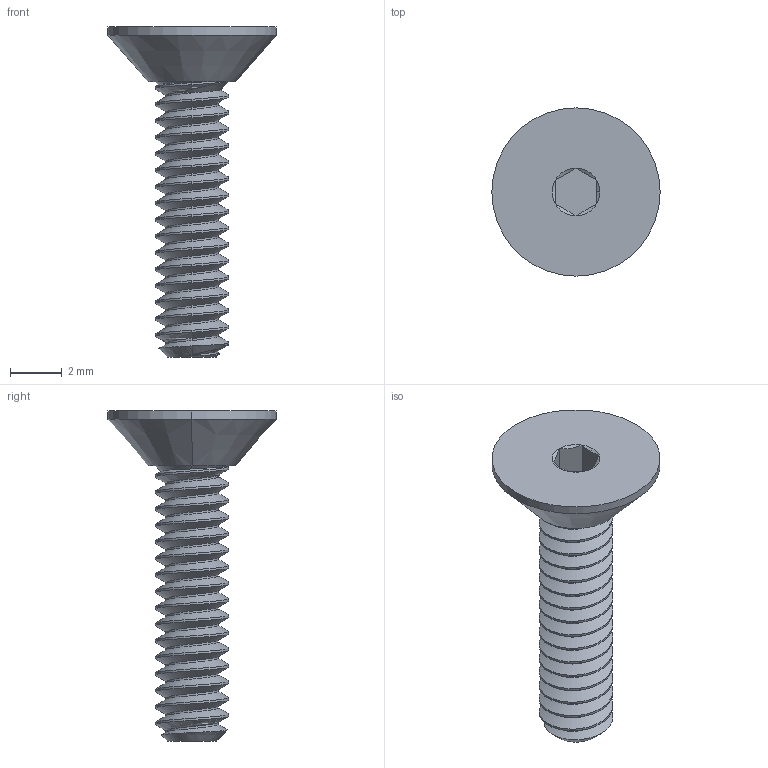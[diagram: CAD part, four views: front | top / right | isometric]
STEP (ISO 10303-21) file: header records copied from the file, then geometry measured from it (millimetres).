
FILE_DESCRIPTION (( 'STEP AP203' ), '1' );
FILE_NAME ('92210A110_18-8 Stainless Steel Hex Drive Flat Head Screw.STEP', '2021-10-25T17:37:42', ( '' ), ( '' ), 'SwSTEP 2.0', 'SolidWorks 2020', '' );
FILE_SCHEMA (( 'CONFIG_CONTROL_DESIGN' ));
Length unit declared in the file: inch
Products named in the file (1): 92210A110_18-8 Stainless Steel Hex Drive Flat Head Screw
Bounding box: 6.48 x 6.48 x 12.7 mm (x, y, z)
Volume: 92.4 mm3; surface area: 230.1 mm2
Topology: 1 solids, 1 shells, 96 faces, 259 edges, 167 vertices
Faces by surface type: cylinder 69, cone 15, plane 10, bspline 2
Entity records: 4506 total; most frequent: CARTESIAN_POINT 2435, ORIENTED_EDGE 518, DIRECTION 325, EDGE_CURVE 259, VERTEX_POINT 167, AXIS2_PLACEMENT_3D 119, EDGE_LOOP 98, ADVANCED_FACE 96
